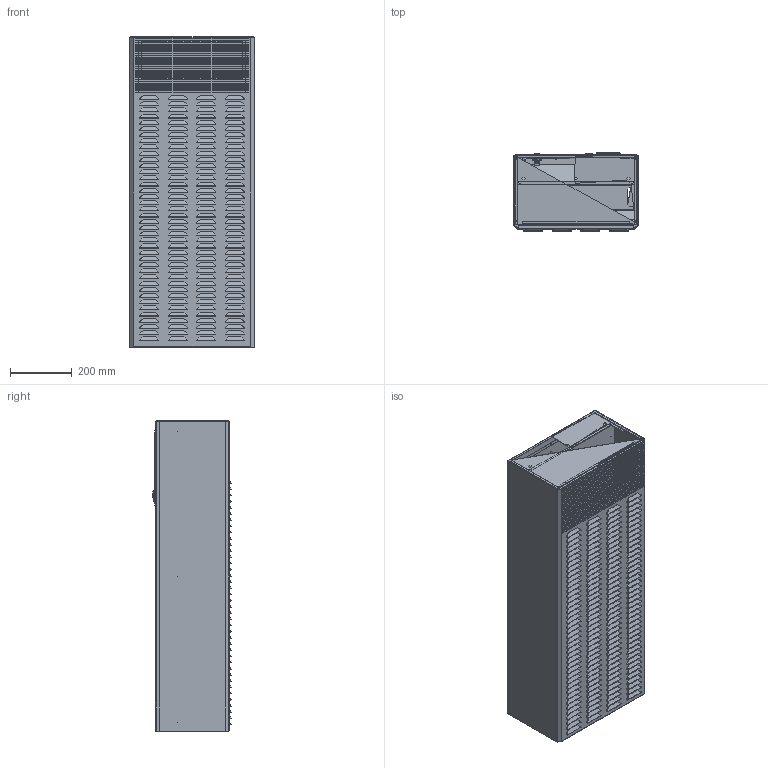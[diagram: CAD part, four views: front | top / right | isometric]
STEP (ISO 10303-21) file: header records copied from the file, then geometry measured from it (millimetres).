
FILE_DESCRIPTION(/* description */ (''),/* implementation_level */ '2;1');
FILE_NAME(/* name */ 'AVE200',/* time_stamp */ '2024-04-04T12:10:25+02:00',/* author */ (''),/* organization */ (''),/* preprocessor_version */ 'ST-DEVELOPER v16.5',/* originating_system */ '',/* authorisation */ '');
FILE_SCHEMA (('AUTOMOTIVE_DESIGN'));
Products named in the file (1): Document
Bounding box: 401 x 252.56 x 1002 mm (x, y, z)
Volume: 1435156 mm3; surface area: 5113519.6 mm2
Topology: 32 solids, 4759 shells, 7330 faces, 30943 edges, 28390 vertices
Faces by surface type: plane 5024, bspline 2306
Entity records: 422985 total; most frequent: CARTESIAN_POINT 206436, ORIENTED_EDGE 38094, EDGE_CURVE 30921, VERTEX_POINT 28374, B_SPLINE_CURVE_WITH_KNOTS 26091, EDGE_LOOP 8826, ADVANCED_FACE 7330, FACE_OUTER_BOUND 7330
